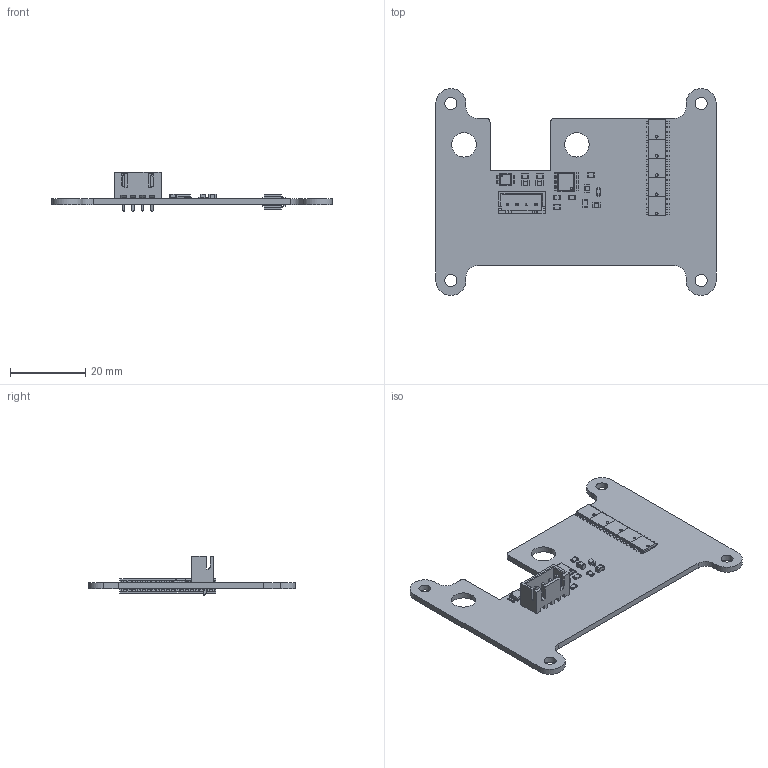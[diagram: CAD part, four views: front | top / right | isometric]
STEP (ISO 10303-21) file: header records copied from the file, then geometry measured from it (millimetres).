
FILE_DESCRIPTION(('KiCad electronic assembly'),'2;1');
FILE_NAME('Anti-Spark.step','2019-09-11T13:00:57',('An Author'),( 'A Company'),'Open CASCADE STEP processor 6.9', 'KiCad to STEP converter','Unknown');
FILE_SCHEMA(('AUTOMOTIVE_DESIGN { 1 0 10303 214 1 1 1 1 }'));
Length unit declared in the file: millimetre
Products named in the file (16): Open CASCADE STEP translator 6.9 1; SOT1215; SOLID; TPS7A4101DGNR; COMPOUND; JST_XH_B4B-XH-A_1x04_P2.50mm_Vertical; C_0805_2012Metric; R_0805_2012Metric; BQ76200PWR; D_SOD-323
Assembly tree (33 placements, depth 3):
  Open CASCADE STEP translator 6.9 1
    SOT1215  x10
      SOLID
    TPS7A4101DGNR
      COMPOUND
    JST_XH_B4B-XH-A_1x04_P2.50mm_Vertical
      SOLID
    C_0805_2012Metric  x5
      SOLID
    R_0805_2012Metric  x6
      SOLID
    BQ76200PWR
      COMPOUND
    D_SOD-323
      SOLID
    COMPOUND
Bounding box: 74.5 x 55 x 10.4 mm (x, y, z)
Volume: 5080.5 mm3; surface area: 7923.4 mm2
Topology: 51 solids, 51 shells, 1879 faces, 4920 edges, 3214 vertices
Faces by surface type: plane 1443, cylinder 410, bspline 26
Full cylindrical faces by diameter (mm): 0.375 x1, 0.55 x1, 0.95 x4, 3.2 x4, 6.5 x2
Entity records: 51298 total; most frequent: CARTESIAN_POINT 8946, DIRECTION 7410, LINE 5080, VECTOR 5080, ORIENTED_EDGE 3868, PCURVE 3868, DEFINITIONAL_REPRESENTATION 3868, EDGE_CURVE 1934
